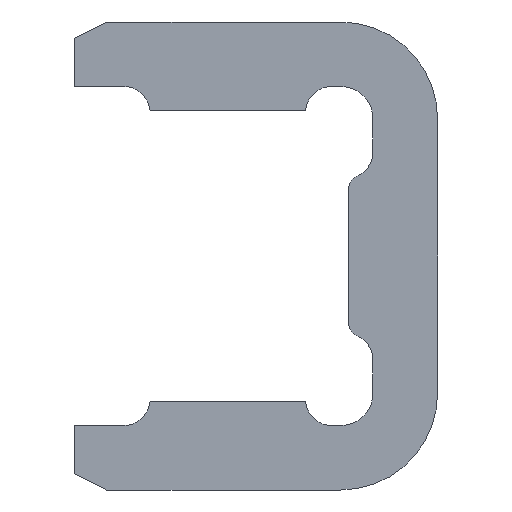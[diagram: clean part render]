
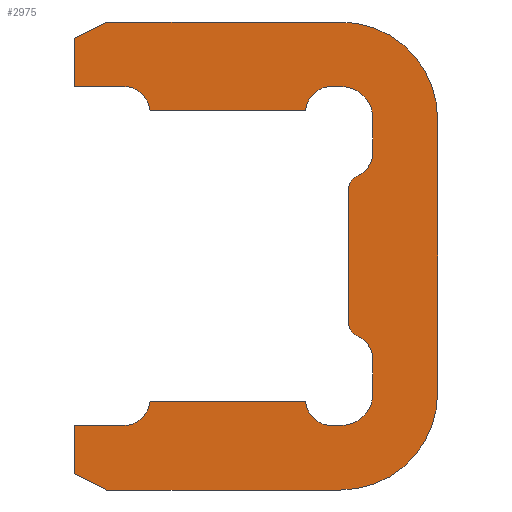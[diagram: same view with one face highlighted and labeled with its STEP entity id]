
A CAD part, left-side view. The second image highlights one B-rep face of the part: STEP entity #2975.
In plain terms, the highlighted planar face has unit normal (-1, 0, 0).
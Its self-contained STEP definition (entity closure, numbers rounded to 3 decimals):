
#201=DIRECTION('',(0.,1.,0.));
#202=VECTOR('',#201,29.);
#203=CARTESIAN_POINT('',(27.263,-151.01,189.994));
#204=LINE('',#203,#202);
#803=CARTESIAN_POINT('',(27.263,-151.01,177.994));
#804=DIRECTION('',(1.,0.,0.));
#805=DIRECTION('',(0.,0.,1.));
#806=AXIS2_PLACEMENT_3D('',#803,#804,#805);
#811=DIRECTION('',(0.,0.,-1.));
#812=VECTOR('',#811,34.);
#813=CARTESIAN_POINT('',(27.263,-163.01,177.994));
#814=LINE('',#813,#812);
#818=CARTESIAN_POINT('',(27.263,-151.01,143.994));
#819=DIRECTION('',(1.,0.,0.));
#820=DIRECTION('',(0.,-1.,0.));
#821=AXIS2_PLACEMENT_3D('',#818,#819,#820);
#826=DIRECTION('',(0.,0.894,0.447));
#827=VECTOR('',#826,4.472);
#828=CARTESIAN_POINT('',(27.263,-122.01,131.994));
#829=LINE('',#828,#827);
#833=DIRECTION('',(0.,0.,1.));
#834=VECTOR('',#833,6.);
#835=CARTESIAN_POINT('',(27.263,-118.01,133.994));
#836=LINE('',#835,#834);
#840=DIRECTION('',(0.,-1.,0.));
#841=VECTOR('',#840,6.125);
#842=CARTESIAN_POINT('',(27.263,-118.01,139.994));
#843=LINE('',#842,#841);
#847=CARTESIAN_POINT('',(27.263,-124.135,143.244));
#848=DIRECTION('',(-1.,0.,0.));
#849=DIRECTION('',(0.,0.,-1.));
#850=AXIS2_PLACEMENT_3D('',#847,#848,#849);
#855=DIRECTION('',(0.,-1.,0.));
#856=VECTOR('',#855,19.269);
#857=CARTESIAN_POINT('',(27.263,-127.375,142.994));
#858=LINE('',#857,#856);
#862=CARTESIAN_POINT('',(27.263,-149.885,143.244));
#863=DIRECTION('',(-1.,0.,0.));
#864=DIRECTION('',(0.,0.997,-0.077));
#865=AXIS2_PLACEMENT_3D('',#862,#863,#864);
#870=DIRECTION('',(0.,-1.,0.));
#871=VECTOR('',#870,1.125);
#872=CARTESIAN_POINT('',(27.263,-149.885,139.994));
#873=LINE('',#872,#871);
#877=CARTESIAN_POINT('',(27.263,-151.01,143.994));
#878=DIRECTION('',(-1.,0.,0.));
#879=DIRECTION('',(0.,0.,-1.));
#880=AXIS2_PLACEMENT_3D('',#877,#878,#879);
#885=DIRECTION('',(0.,0.,1.));
#886=VECTOR('',#885,4.125);
#887=CARTESIAN_POINT('',(27.263,-155.01,143.994));
#888=LINE('',#887,#886);
#892=CARTESIAN_POINT('',(27.263,-151.76,148.119));
#893=DIRECTION('',(-1.,0.,0.));
#894=DIRECTION('',(0.,-1.,0.));
#895=AXIS2_PLACEMENT_3D('',#892,#893,#894);
#900=CARTESIAN_POINT('',(27.263,-153.635,152.619));
#901=DIRECTION('',(1.,0.,0.));
#902=DIRECTION('',(0.,0.387,-0.922));
#903=AXIS2_PLACEMENT_3D('',#900,#901,#902);
#908=DIRECTION('',(0.,0.,1.));
#909=VECTOR('',#908,16.75);
#910=CARTESIAN_POINT('',(27.263,-152.01,152.619));
#911=LINE('',#910,#909);
#915=CARTESIAN_POINT('',(27.263,-153.635,169.369));
#916=DIRECTION('',(1.,0.,0.));
#917=DIRECTION('',(0.,1.,0.));
#918=AXIS2_PLACEMENT_3D('',#915,#916,#917);
#923=CARTESIAN_POINT('',(27.263,-151.76,173.869));
#924=DIRECTION('',(-1.,0.,0.));
#925=DIRECTION('',(0.,-0.385,-0.923));
#926=AXIS2_PLACEMENT_3D('',#923,#924,#925);
#931=DIRECTION('',(0.,0.,1.));
#932=VECTOR('',#931,4.125);
#933=CARTESIAN_POINT('',(27.263,-155.01,173.869));
#934=LINE('',#933,#932);
#938=CARTESIAN_POINT('',(27.263,-151.01,177.994));
#939=DIRECTION('',(-1.,0.,0.));
#940=DIRECTION('',(0.,-1.,0.));
#941=AXIS2_PLACEMENT_3D('',#938,#939,#940);
#946=DIRECTION('',(0.,1.,0.));
#947=VECTOR('',#946,1.125);
#948=CARTESIAN_POINT('',(27.263,-151.01,181.994));
#949=LINE('',#948,#947);
#953=CARTESIAN_POINT('',(27.263,-149.885,178.744));
#954=DIRECTION('',(-1.,0.,0.));
#955=DIRECTION('',(0.,0.,1.));
#956=AXIS2_PLACEMENT_3D('',#953,#954,#955);
#961=CARTESIAN_POINT('',(27.263,-124.135,178.744));
#962=DIRECTION('',(-1.,0.,0.));
#963=DIRECTION('',(0.,-0.997,0.077));
#964=AXIS2_PLACEMENT_3D('',#961,#962,#963);
#969=DIRECTION('',(0.,1.,0.));
#970=VECTOR('',#969,6.125);
#971=CARTESIAN_POINT('',(27.263,-124.135,181.994));
#972=LINE('',#971,#970);
#976=DIRECTION('',(0.,-0.894,0.447));
#977=VECTOR('',#976,4.472);
#978=CARTESIAN_POINT('',(27.263,-118.01,187.994));
#979=LINE('',#978,#977);
#1080=DIRECTION('',(0.,-1.,0.));
#1081=VECTOR('',#1080,29.);
#1082=CARTESIAN_POINT('',(27.263,-122.01,131.994));
#1083=LINE('',#1082,#1081);
#1371=DIRECTION('',(0.,-1.,0.));
#1372=VECTOR('',#1371,19.269);
#1373=CARTESIAN_POINT('',(27.263,-127.375,178.994));
#1374=LINE('',#1373,#1372);
#1440=DIRECTION('',(0.,0.,-1.));
#1441=VECTOR('',#1440,6.);
#1442=CARTESIAN_POINT('',(27.263,-118.01,187.994));
#1443=LINE('',#1442,#1441);
#2274=CARTESIAN_POINT('',(27.263,-151.01,189.994));
#2275=VERTEX_POINT('',#2274);
#2276=CARTESIAN_POINT('',(27.263,-122.01,189.994));
#2277=VERTEX_POINT('',#2276);
#2338=CARTESIAN_POINT('',(27.263,-118.01,187.994));
#2339=VERTEX_POINT('',#2338);
#2340=CARTESIAN_POINT('',(27.263,-163.01,177.994));
#2341=VERTEX_POINT('',#2340);
#2342=CARTESIAN_POINT('',(27.263,-163.01,143.994));
#2343=VERTEX_POINT('',#2342);
#2344=CARTESIAN_POINT('',(27.263,-151.01,131.994));
#2345=VERTEX_POINT('',#2344);
#2346=CARTESIAN_POINT('',(27.263,-122.01,131.994));
#2347=VERTEX_POINT('',#2346);
#2348=CARTESIAN_POINT('',(27.263,-118.01,133.994));
#2349=VERTEX_POINT('',#2348);
#2350=CARTESIAN_POINT('',(27.263,-118.01,139.994));
#2351=VERTEX_POINT('',#2350);
#2352=CARTESIAN_POINT('',(27.263,-124.135,139.994));
#2353=VERTEX_POINT('',#2352);
#2354=CARTESIAN_POINT('',(27.263,-127.375,142.994));
#2355=VERTEX_POINT('',#2354);
#2356=CARTESIAN_POINT('',(27.263,-146.644,142.994));
#2357=VERTEX_POINT('',#2356);
#2358=CARTESIAN_POINT('',(27.263,-149.885,139.994));
#2359=VERTEX_POINT('',#2358);
#2360=CARTESIAN_POINT('',(27.263,-151.01,139.994));
#2361=VERTEX_POINT('',#2360);
#2362=CARTESIAN_POINT('',(27.263,-155.01,143.994));
#2363=VERTEX_POINT('',#2362);
#2364=CARTESIAN_POINT('',(27.263,-155.01,148.119));
#2365=VERTEX_POINT('',#2364);
#2366=CARTESIAN_POINT('',(27.263,-153.006,151.121));
#2367=VERTEX_POINT('',#2366);
#2368=CARTESIAN_POINT('',(27.263,-152.01,152.619));
#2369=VERTEX_POINT('',#2368);
#2370=CARTESIAN_POINT('',(27.263,-152.01,169.369));
#2371=VERTEX_POINT('',#2370);
#2372=CARTESIAN_POINT('',(27.263,-153.01,170.869));
#2373=VERTEX_POINT('',#2372);
#2374=CARTESIAN_POINT('',(27.263,-155.01,173.869));
#2375=VERTEX_POINT('',#2374);
#2376=CARTESIAN_POINT('',(27.263,-155.01,177.994));
#2377=VERTEX_POINT('',#2376);
#2378=CARTESIAN_POINT('',(27.263,-151.01,181.994));
#2379=VERTEX_POINT('',#2378);
#2380=CARTESIAN_POINT('',(27.263,-149.885,181.994));
#2381=VERTEX_POINT('',#2380);
#2382=CARTESIAN_POINT('',(27.263,-146.644,178.994));
#2383=VERTEX_POINT('',#2382);
#2384=CARTESIAN_POINT('',(27.263,-127.375,178.994));
#2385=VERTEX_POINT('',#2384);
#2386=CARTESIAN_POINT('',(27.263,-124.135,181.994));
#2387=VERTEX_POINT('',#2386);
#2388=CARTESIAN_POINT('',(27.263,-118.01,181.994));
#2389=VERTEX_POINT('',#2388);
#2914=CARTESIAN_POINT('',(27.263,-170.51,
-108.006));
#2915=DIRECTION('',(-1.,0.,0.));
#2916=DIRECTION('',(0.,0.,1.));
#2917=AXIS2_PLACEMENT_3D('',#2914,#2915,#2916);
#2918=PLANE('',#2917);
#2919=ORIENTED_EDGE('',*,*,#2691,.F.);
#2921=ORIENTED_EDGE('',*,*,#2920,.T.);
#2923=ORIENTED_EDGE('',*,*,#2922,.T.);
#2925=ORIENTED_EDGE('',*,*,#2924,.T.);
#2927=ORIENTED_EDGE('',*,*,#2926,.F.);
#2929=ORIENTED_EDGE('',*,*,#2928,.T.);
#2931=ORIENTED_EDGE('',*,*,#2930,.T.);
#2933=ORIENTED_EDGE('',*,*,#2932,.T.);
#2935=ORIENTED_EDGE('',*,*,#2934,.T.);
#2937=ORIENTED_EDGE('',*,*,#2936,.T.);
#2939=ORIENTED_EDGE('',*,*,#2938,.T.);
#2941=ORIENTED_EDGE('',*,*,#2940,.T.);
#2943=ORIENTED_EDGE('',*,*,#2942,.T.);
#2945=ORIENTED_EDGE('',*,*,#2944,.T.);
#2947=ORIENTED_EDGE('',*,*,#2946,.T.);
#2949=ORIENTED_EDGE('',*,*,#2948,.T.);
#2951=ORIENTED_EDGE('',*,*,#2950,.T.);
#2953=ORIENTED_EDGE('',*,*,#2952,.T.);
#2955=ORIENTED_EDGE('',*,*,#2954,.T.);
#2957=ORIENTED_EDGE('',*,*,#2956,.T.);
#2959=ORIENTED_EDGE('',*,*,#2958,.T.);
#2961=ORIENTED_EDGE('',*,*,#2960,.T.);
#2963=ORIENTED_EDGE('',*,*,#2962,.T.);
#2965=ORIENTED_EDGE('',*,*,#2964,.F.);
#2967=ORIENTED_EDGE('',*,*,#2966,.T.);
#2969=ORIENTED_EDGE('',*,*,#2968,.T.);
#2971=ORIENTED_EDGE('',*,*,#2970,.F.);
#2972=ORIENTED_EDGE('',*,*,#2899,.T.);
#2973=EDGE_LOOP('',(#2919,#2921,#2923,#2925,#2927,#2929,#2931,#2933,#2935,#2937,
#2939,#2941,#2943,#2945,#2947,#2949,#2951,#2953,#2955,#2957,#2959,#2961,#2963,
#2965,#2967,#2969,#2971,#2972));
#2974=FACE_OUTER_BOUND('',#2973,.F.);
#807=CIRCLE('',#806,12.);
#822=CIRCLE('',#821,12.);
#851=CIRCLE('',#850,3.25);
#866=CIRCLE('',#865,3.25);
#881=CIRCLE('',#880,4.);
#896=CIRCLE('',#895,3.25);
#904=CIRCLE('',#903,1.625);
#919=CIRCLE('',#918,1.625);
#927=CIRCLE('',#926,3.25);
#942=CIRCLE('',#941,4.);
#957=CIRCLE('',#956,3.25);
#965=CIRCLE('',#964,3.25);
#2691=EDGE_CURVE('',#2275,#2277,#204,.T.);
#2899=EDGE_CURVE('',#2339,#2277,#979,.T.);
#2920=EDGE_CURVE('',#2275,#2341,#807,.T.);
#2922=EDGE_CURVE('',#2341,#2343,#814,.T.);
#2924=EDGE_CURVE('',#2343,#2345,#822,.T.);
#2926=EDGE_CURVE('',#2347,#2345,#1083,.T.);
#2928=EDGE_CURVE('',#2347,#2349,#829,.T.);
#2930=EDGE_CURVE('',#2349,#2351,#836,.T.);
#2932=EDGE_CURVE('',#2351,#2353,#843,.T.);
#2934=EDGE_CURVE('',#2353,#2355,#851,.T.);
#2936=EDGE_CURVE('',#2355,#2357,#858,.T.);
#2938=EDGE_CURVE('',#2357,#2359,#866,.T.);
#2940=EDGE_CURVE('',#2359,#2361,#873,.T.);
#2942=EDGE_CURVE('',#2361,#2363,#881,.T.);
#2944=EDGE_CURVE('',#2363,#2365,#888,.T.);
#2946=EDGE_CURVE('',#2365,#2367,#896,.T.);
#2948=EDGE_CURVE('',#2367,#2369,#904,.T.);
#2950=EDGE_CURVE('',#2369,#2371,#911,.T.);
#2952=EDGE_CURVE('',#2371,#2373,#919,.T.);
#2954=EDGE_CURVE('',#2373,#2375,#927,.T.);
#2956=EDGE_CURVE('',#2375,#2377,#934,.T.);
#2958=EDGE_CURVE('',#2377,#2379,#942,.T.);
#2960=EDGE_CURVE('',#2379,#2381,#949,.T.);
#2962=EDGE_CURVE('',#2381,#2383,#957,.T.);
#2964=EDGE_CURVE('',#2385,#2383,#1374,.T.);
#2966=EDGE_CURVE('',#2385,#2387,#965,.T.);
#2968=EDGE_CURVE('',#2387,#2389,#972,.T.);
#2970=EDGE_CURVE('',#2339,#2389,#1443,.T.);
#2975=ADVANCED_FACE('',(#2974),#2918,.T.);
